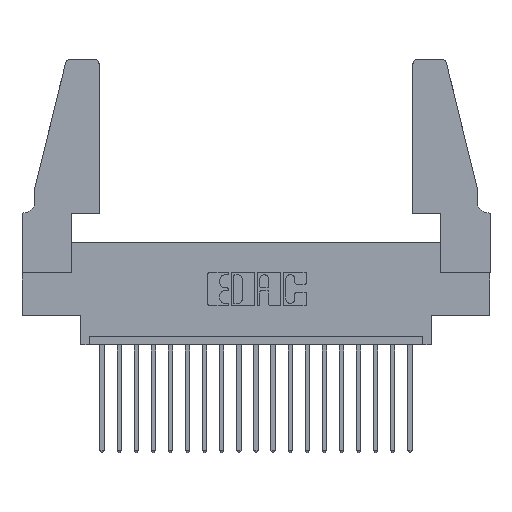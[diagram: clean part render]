
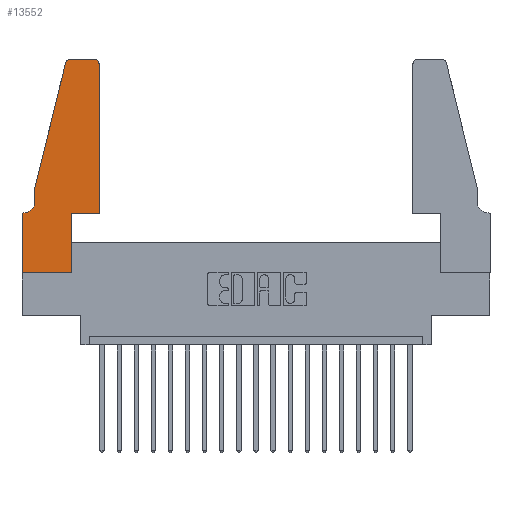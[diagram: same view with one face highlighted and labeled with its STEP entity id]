
A CAD part, top view. The second image highlights one B-rep face of the part: STEP entity #13552.
In plain terms, the highlighted planar face has unit normal (0, 0, 1).
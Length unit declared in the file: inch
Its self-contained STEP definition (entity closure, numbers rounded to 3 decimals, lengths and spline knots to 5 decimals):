
#55 = LINE ( 'NONE', #5889, #7686 ) ;
#348 = EDGE_CURVE ( 'NONE', #769, #19497, #6216, .T. ) ;
#769 = VERTEX_POINT ( 'NONE', #2999 ) ;
#1216 = VECTOR ( 'NONE', #9357, 39.37008 ) ;
#1493 = DIRECTION ( 'NONE',  ( -0.239, -0.971, 0. ) ) ;
#1548 = EDGE_CURVE ( 'NONE', #19497, #14395, #8390, .T. ) ;
#2163 = CARTESIAN_POINT ( 'NONE',  ( 0., 0., 0.37 ) ) ;
#2288 = ORIENTED_EDGE ( 'NONE', *, *, #348, .T. ) ;
#2494 = ORIENTED_EDGE ( 'NONE', *, *, #15249, .T. ) ;
#2999 = CARTESIAN_POINT ( 'NONE',  ( 0.2865, 0.35, 0.37 ) ) ;
#3481 = CARTESIAN_POINT ( 'NONE',  ( 0., 0.35, 0.37 ) ) ;
#3611 = EDGE_CURVE ( 'NONE', #17501, #8698, #17827, .T. ) ;
#3810 = DIRECTION ( 'NONE',  ( 0., -1., 0. ) ) ;
#4019 = VERTEX_POINT ( 'NONE', #3481 ) ;
#4502 = EDGE_LOOP ( 'NONE', ( #19300, #2494, #11022, #19573, #10711, #7142, #13485, #7963, #9535, #2288, #11390, #17384 ) ) ;
#4569 = VERTEX_POINT ( 'NONE', #8042 ) ;
#4667 = EDGE_CURVE ( 'NONE', #4569, #11337, #19424, .T. ) ;
#4781 = CIRCLE ( 'NONE', #5880, 0.07 ) ;
#4885 = DIRECTION ( 'NONE',  ( 0., 0., -1. ) ) ;
#4975 = CARTESIAN_POINT ( 'NONE',  ( 0.4205, 1.25, 0.37 ) ) ;
#5092 = EDGE_CURVE ( 'NONE', #15379, #8397, #19652, .T. ) ;
#5240 = DIRECTION ( 'NONE',  ( 1., 0., 0. ) ) ;
#5305 = CARTESIAN_POINT ( 'NONE',  ( 0., 0.35, 0.37 ) ) ;
#5581 = LINE ( 'NONE', #6377, #7976 ) ;
#5874 = DIRECTION ( 'NONE',  ( 1., 0., 0. ) ) ;
#5880 = AXIS2_PLACEMENT_3D ( 'NONE', #12379, #4885, #19186 ) ;
#5889 = CARTESIAN_POINT ( 'NONE',  ( 0.0755, 0.5, 0.37 ) ) ;
#6078 = AXIS2_PLACEMENT_3D ( 'NONE', #17790, #17847, #8746 ) ;
#6216 = LINE ( 'NONE', #7933, #17882 ) ;
#6377 = CARTESIAN_POINT ( 'NONE',  ( 0.2865, 0.35, 0.37 ) ) ;
#6689 = VECTOR ( 'NONE', #11710, 39.37008 ) ;
#7133 = CARTESIAN_POINT ( 'NONE',  ( 0.0055, 0.35, 0.37 ) ) ;
#7142 = ORIENTED_EDGE ( 'NONE', *, *, #12459, .T. ) ;
#7266 = VECTOR ( 'NONE', #15227, 39.37008 ) ;
#7686 = VECTOR ( 'NONE', #1493, 39.37008 ) ;
#7861 = CARTESIAN_POINT ( 'NONE',  ( 0.0755, 0.42, 0.37 ) ) ;
#7894 = CARTESIAN_POINT ( 'NONE',  ( 0.4505, 0.35, 0.37 ) ) ;
#7933 = CARTESIAN_POINT ( 'NONE',  ( 0.4505, 0.35, 0.37 ) ) ;
#7963 = ORIENTED_EDGE ( 'NONE', *, *, #4667, .T. ) ;
#7976 = VECTOR ( 'NONE', #15432, 39.37008 ) ;
#8042 = CARTESIAN_POINT ( 'NONE',  ( 0., 0., 0.37 ) ) ;
#8390 = LINE ( 'NONE', #7894, #1216 ) ;
#8397 = VERTEX_POINT ( 'NONE', #7861 ) ;
#8558 = CARTESIAN_POINT ( 'NONE',  ( 0.0755, 0.35, 0.37 ) ) ;
#8698 = VERTEX_POINT ( 'NONE', #12532 ) ;
#8746 = DIRECTION ( 'NONE',  ( 1., 0., 0. ) ) ;
#9357 = DIRECTION ( 'NONE',  ( 0., 1., 0. ) ) ;
#9535 = ORIENTED_EDGE ( 'NONE', *, *, #10429, .T. ) ;
#9760 = CIRCLE ( 'NONE', #6078, 0.03 ) ;
#10125 = CARTESIAN_POINT ( 'NONE',  ( 0.4505, 0.35, 0.37 ) ) ;
#10231 = EDGE_CURVE ( 'NONE', #4019, #4569, #11291, .T. ) ;
#10240 = PLANE ( 'NONE',  #16914 ) ;
#10429 = EDGE_CURVE ( 'NONE', #11337, #769, #5581, .T. ) ;
#10460 = DIRECTION ( 'NONE',  ( 1., 0., 0. ) ) ;
#10711 = ORIENTED_EDGE ( 'NONE', *, *, #12196, .T. ) ;
#10739 = LINE ( 'NONE', #8558, #6689 ) ;
#10914 = DIRECTION ( 'NONE',  ( 1., 0., 0. ) ) ;
#11022 = ORIENTED_EDGE ( 'NONE', *, *, #11476, .T. ) ;
#11171 = VERTEX_POINT ( 'NONE', #15510 ) ;
#11173 = FACE_OUTER_BOUND ( 'NONE', #4502, .T. ) ;
#11237 = CARTESIAN_POINT ( 'NONE',  ( 0.4505, 1.22, 0.37 ) ) ;
#11291 = LINE ( 'NONE', #2163, #7266 ) ;
#11337 = VERTEX_POINT ( 'NONE', #17746 ) ;
#11390 = ORIENTED_EDGE ( 'NONE', *, *, #1548, .T. ) ;
#11475 = DIRECTION ( 'NONE',  ( -1., 0., 0. ) ) ;
#11476 = EDGE_CURVE ( 'NONE', #11171, #15379, #55, .T. ) ;
#11710 = DIRECTION ( 'NONE',  ( -1., 0., 0. ) ) ;
#11848 = CARTESIAN_POINT ( 'NONE',  ( 0.4205, 1.22, 0.37 ) ) ;
#12015 = CARTESIAN_POINT ( 'NONE',  ( 0., 0., 0.37 ) ) ;
#12055 = CARTESIAN_POINT ( 'NONE',  ( 0.0755, 0.5, 0.37 ) ) ;
#12196 = EDGE_CURVE ( 'NONE', #8397, #19067, #4781, .T. ) ;
#12379 = CARTESIAN_POINT ( 'NONE',  ( 0.0055, 0.42, 0.37 ) ) ;
#12459 = EDGE_CURVE ( 'NONE', #19067, #4019, #10739, .T. ) ;
#12532 = CARTESIAN_POINT ( 'NONE',  ( 0.284, 1.25, 0.37 ) ) ;
#13047 = CARTESIAN_POINT ( 'NONE',  ( 0.0755, 0.5, 0.37 ) ) ;
#13185 = CIRCLE ( 'NONE', #19372, 0.03 ) ;
#13485 = ORIENTED_EDGE ( 'NONE', *, *, #10231, .T. ) ;
#13552 = ADVANCED_FACE ( 'NONE', ( #11173 ), #10240, .T. ) ;
#13651 = DIRECTION ( 'NONE',  ( 0., 0., 1. ) ) ;
#13777 = VECTOR ( 'NONE', #11475, 39.37008 ) ;
#14395 = VERTEX_POINT ( 'NONE', #11237 ) ;
#14878 = VECTOR ( 'NONE', #3810, 39.37008 ) ;
#15227 = DIRECTION ( 'NONE',  ( 0., -1., 0. ) ) ;
#15249 = EDGE_CURVE ( 'NONE', #8698, #11171, #9760, .T. ) ;
#15379 = VERTEX_POINT ( 'NONE', #12055 ) ;
#15432 = DIRECTION ( 'NONE',  ( 0., 1., 0. ) ) ;
#15510 = CARTESIAN_POINT ( 'NONE',  ( 0.25487, 1.22718, 0.37 ) ) ;
#15977 = CARTESIAN_POINT ( 'NONE',  ( 0.2605, 1.25, 0.37 ) ) ;
#16347 = DIRECTION ( 'NONE',  ( 0., 0., 1. ) ) ;
#16914 = AXIS2_PLACEMENT_3D ( 'NONE', #5305, #16347, #5240 ) ;
#17384 = ORIENTED_EDGE ( 'NONE', *, *, #18448, .T. ) ;
#17501 = VERTEX_POINT ( 'NONE', #4975 ) ;
#17746 = CARTESIAN_POINT ( 'NONE',  ( 0.2865, 0., 0.37 ) ) ;
#17790 = CARTESIAN_POINT ( 'NONE',  ( 0.284, 1.22, 0.37 ) ) ;
#17827 = LINE ( 'NONE', #15977, #13777 ) ;
#17847 = DIRECTION ( 'NONE',  ( 0., 0., 1. ) ) ;
#17882 = VECTOR ( 'NONE', #10914, 39.37008 ) ;
#17987 = VECTOR ( 'NONE', #10460, 39.37008 ) ;
#18448 = EDGE_CURVE ( 'NONE', #14395, #17501, #13185, .T. ) ;
#19067 = VERTEX_POINT ( 'NONE', #7133 ) ;
#19186 = DIRECTION ( 'NONE',  ( -1., 0., 0. ) ) ;
#19300 = ORIENTED_EDGE ( 'NONE', *, *, #3611, .T. ) ;
#19372 = AXIS2_PLACEMENT_3D ( 'NONE', #11848, #13651, #5874 ) ;
#19424 = LINE ( 'NONE', #12015, #17987 ) ;
#19497 = VERTEX_POINT ( 'NONE', #10125 ) ;
#19573 = ORIENTED_EDGE ( 'NONE', *, *, #5092, .T. ) ;
#19652 = LINE ( 'NONE', #13047, #14878 ) ;
